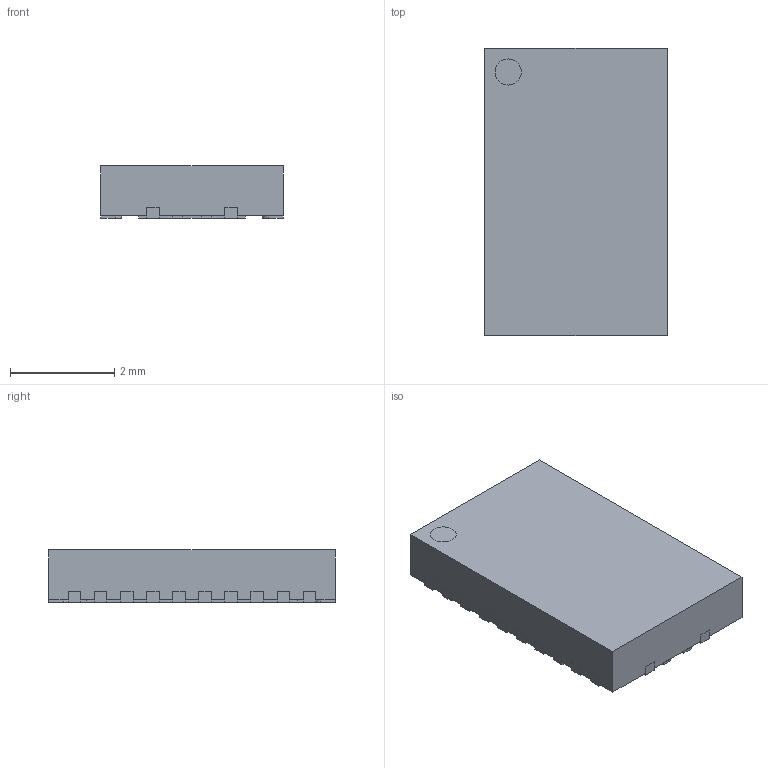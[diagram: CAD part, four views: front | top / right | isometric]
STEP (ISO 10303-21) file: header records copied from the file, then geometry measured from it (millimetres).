
FILE_DESCRIPTION(/* description */ (''),/* implementation_level */ '2;1');
FILE_NAME(/* name */ 'TEXAS_RHL (S-PVQFN-N24).stp',/* time_stamp */ '2016-11-09T16:56:07+01:00',/* author */ ('riccim'),/* organization */ (''),/* preprocessor_version */ 'ST-DEVELOPER v15.5',/* originating_system */ 'AutoCAD Mechanical',/* authorisation */ '');
FILE_SCHEMA (('AUTOMOTIVE_DESIGN { 1 0 10303 214 3 1 1 }'));
Length unit declared in the file: millimetre
Products named in the file (1): Product
Bounding box: 3.5 x 5.5 x 1 mm (x, y, z)
Volume: 18.9 mm3; surface area: 88 mm2
Topology: 27 solids, 27 shells, 273 faces, 654 edges, 436 vertices
Faces by surface type: plane 223, cylinder 50
Full cylindrical faces by diameter (mm): 0.5 x2
Entity records: 7858 total; most frequent: CARTESIAN_POINT 1362, ORIENTED_EDGE 1304, DIRECTION 1300, EDGE_CURVE 652, LINE 552, VECTOR 552, VERTEX_POINT 436, AXIS2_PLACEMENT_3D 374
